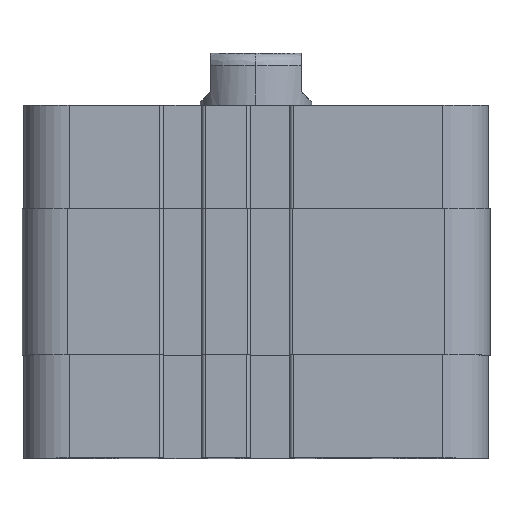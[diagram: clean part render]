
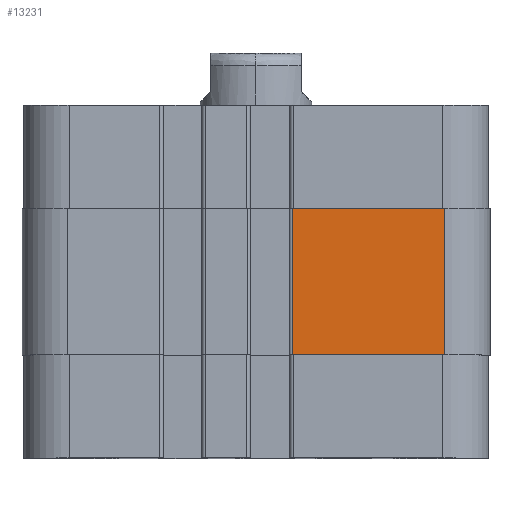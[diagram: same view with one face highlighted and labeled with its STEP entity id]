
A CAD part, top view. The second image highlights one B-rep face of the part: STEP entity #13231.
In plain terms, the highlighted planar face has unit normal (0, 0, 1).
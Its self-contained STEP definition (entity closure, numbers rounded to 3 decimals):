
#196 = VERTEX_POINT ( 'NONE', #5811 ) ;
#2091 = VECTOR ( 'NONE', #18277, 1000. ) ;
#2201 = VERTEX_POINT ( 'NONE', #13419 ) ;
#2676 = FACE_OUTER_BOUND ( 'NONE', #16707, .T. ) ;
#3096 = VECTOR ( 'NONE', #18990, 1000. ) ;
#3730 = CARTESIAN_POINT ( 'NONE',  ( -1.048, -10.5, 33.5 ) ) ;
#3816 = DIRECTION ( 'NONE',  ( 1., 0., 0. ) ) ;
#4215 = ORIENTED_EDGE ( 'NONE', *, *, #9187, .T. ) ;
#4674 = CARTESIAN_POINT ( 'NONE',  ( 27., 0., 33.5 ) ) ;
#5811 = CARTESIAN_POINT ( 'NONE',  ( 5.25, 10.5, 33.5 ) ) ;
#6244 = ORIENTED_EDGE ( 'NONE', *, *, #17834, .T. ) ;
#6446 = EDGE_CURVE ( 'NONE', #19651, #2201, #8099, .T. ) ;
#8099 = LINE ( 'NONE', #3730, #19898 ) ;
#9187 = EDGE_CURVE ( 'NONE', #14004, #196, #23463, .T. ) ;
#9768 = CARTESIAN_POINT ( 'NONE',  ( 5.25, 0., 33.5 ) ) ;
#9855 = DIRECTION ( 'NONE',  ( 0., -1., 0. ) ) ;
#10220 = DIRECTION ( 'NONE',  ( 1., 0., 0. ) ) ;
#10296 = PLANE ( 'NONE',  #20903 ) ;
#10307 = CARTESIAN_POINT ( 'NONE',  ( 27., 10.5, 33.5 ) ) ;
#10462 = EDGE_CURVE ( 'NONE', #14004, #2201, #21598, .T. ) ;
#13231 = ADVANCED_FACE ( 'NONE', ( #2676 ), #10296, .T. ) ;
#13419 = CARTESIAN_POINT ( 'NONE',  ( 27., -10.5, 33.5 ) ) ;
#14004 = VERTEX_POINT ( 'NONE', #10307 ) ;
#14548 = ORIENTED_EDGE ( 'NONE', *, *, #6446, .T. ) ;
#16707 = EDGE_LOOP ( 'NONE', ( #14548, #22963, #4215, #6244 ) ) ;
#17352 = CARTESIAN_POINT ( 'NONE',  ( 27., 10.5, 33.5 ) ) ;
#17667 = VECTOR ( 'NONE', #9855, 1000. ) ;
#17834 = EDGE_CURVE ( 'NONE', #196, #19651, #18257, .T. ) ;
#17976 = DIRECTION ( 'NONE',  ( 0., 0., 1. ) ) ;
#18104 = CARTESIAN_POINT ( 'NONE',  ( 27., 0., 33.5 ) ) ;
#18257 = LINE ( 'NONE', #9768, #17667 ) ;
#18277 = DIRECTION ( 'NONE',  ( 0., -1., 0. ) ) ;
#18990 = DIRECTION ( 'NONE',  ( -1., 0., 0. ) ) ;
#19651 = VERTEX_POINT ( 'NONE', #24085 ) ;
#19898 = VECTOR ( 'NONE', #3816, 1000. ) ;
#20903 = AXIS2_PLACEMENT_3D ( 'NONE', #4674, #17976, #10220 ) ;
#21598 = LINE ( 'NONE', #18104, #2091 ) ;
#22963 = ORIENTED_EDGE ( 'NONE', *, *, #10462, .F. ) ;
#23463 = LINE ( 'NONE', #17352, #3096 ) ;
#24085 = CARTESIAN_POINT ( 'NONE',  ( 5.25, -10.5, 33.5 ) ) ;
